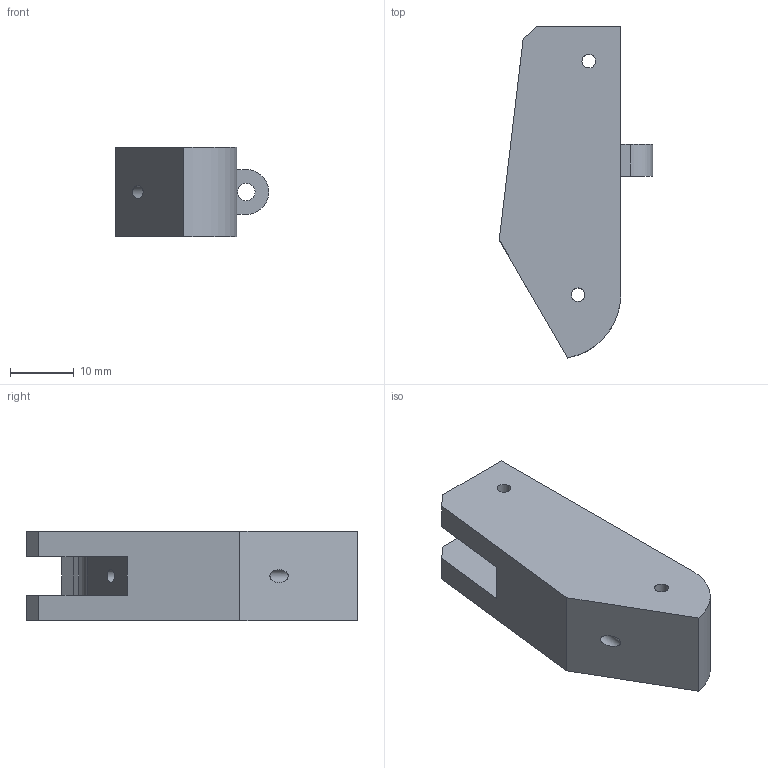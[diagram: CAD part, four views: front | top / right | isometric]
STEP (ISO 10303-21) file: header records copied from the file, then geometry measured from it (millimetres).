
FILE_DESCRIPTION(/* description */ (''),/* implementation_level */ '2;1');
FILE_NAME(/* name */ 'PointerFingerBase.stp',/* time_stamp */ '2025-10-24T00:55:25-05:00',/* author */ ('aul12'),/* organization */ (''),/* preprocessor_version */ 'ST-DEVELOPER v19.2',/* originating_system */ 'Autodesk Inventor 2024',/* authorisation */ '');
FILE_SCHEMA (('AUTOMOTIVE_DESIGN { 1 0 10303 214 3 1 1 }'));
Length unit declared in the file: millimetre
Products named in the file (1): PointerFingerBase
Bounding box: 23.98 x 51.86 x 14 mm (x, y, z)
Volume: 10069.2 mm3; surface area: 4012.1 mm2
Topology: 1 solids, 1 shells, 28 faces, 75 edges, 50 vertices
Faces by surface type: plane 20, cylinder 8
Full cylindrical faces by diameter (mm): 2 x1, 2.125 x3, 2.75 x1
Entity records: 938 total; most frequent: CARTESIAN_POINT 154, ORIENTED_EDGE 150, DIRECTION 149, EDGE_CURVE 75, LINE 59, VECTOR 59, VERTEX_POINT 50, AXIS2_PLACEMENT_3D 45
